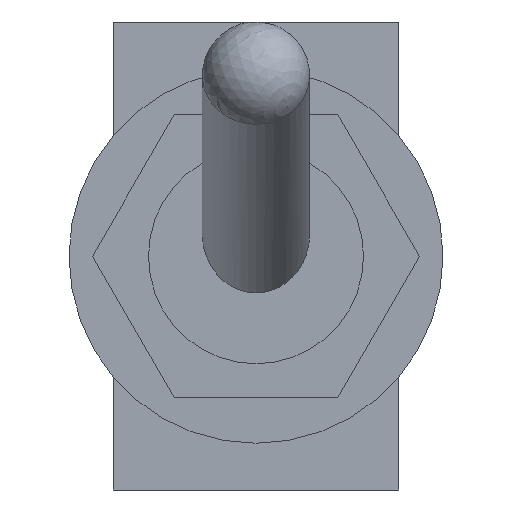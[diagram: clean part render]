
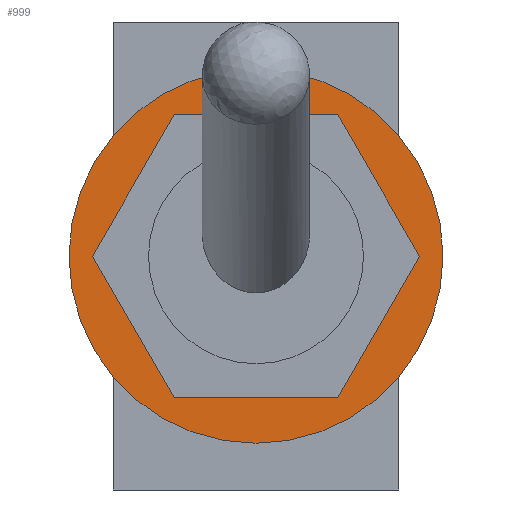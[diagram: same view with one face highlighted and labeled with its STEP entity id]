
A CAD part, left-side view. The second image highlights one B-rep face of the part: STEP entity #999.
In plain terms, the highlighted planar face has unit normal (-1, 0, 0).
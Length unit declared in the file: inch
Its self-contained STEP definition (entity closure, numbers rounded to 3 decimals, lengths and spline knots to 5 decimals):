
#105=LINE('',#1586,#213);
#106=LINE('',#1588,#214);
#107=LINE('',#1590,#215);
#108=LINE('',#1592,#216);
#109=LINE('',#1594,#217);
#110=LINE('',#1595,#218);
#213=VECTOR('',#1315,0.17494);
#214=VECTOR('',#1316,0.17494);
#215=VECTOR('',#1317,0.17494);
#216=VECTOR('',#1318,0.17494);
#217=VECTOR('',#1319,0.17494);
#218=VECTOR('',#1320,0.17494);
#272=FACE_BOUND('',#423,.T.);
#292=CIRCLE('',#1076,0.2);
#351=FACE_OUTER_BOUND('',#422,.T.);
#422=EDGE_LOOP('',(#867));
#423=EDGE_LOOP('',(#868,#869,#870,#871,#872,#873));
#509=VERTEX_POINT('',#1579);
#511=VERTEX_POINT('',#1584);
#512=VERTEX_POINT('',#1585);
#513=VERTEX_POINT('',#1587);
#514=VERTEX_POINT('',#1589);
#515=VERTEX_POINT('',#1591);
#516=VERTEX_POINT('',#1593);
#631=EDGE_CURVE('',#509,#509,#292,.T.);
#633=EDGE_CURVE('',#511,#512,#105,.T.);
#634=EDGE_CURVE('',#513,#511,#106,.T.);
#635=EDGE_CURVE('',#514,#513,#107,.T.);
#636=EDGE_CURVE('',#515,#514,#108,.T.);
#637=EDGE_CURVE('',#516,#515,#109,.T.);
#638=EDGE_CURVE('',#512,#516,#110,.T.);
#867=ORIENTED_EDGE('',*,*,#631,.F.);
#868=ORIENTED_EDGE('',*,*,#633,.F.);
#869=ORIENTED_EDGE('',*,*,#634,.F.);
#870=ORIENTED_EDGE('',*,*,#635,.F.);
#871=ORIENTED_EDGE('',*,*,#636,.F.);
#872=ORIENTED_EDGE('',*,*,#637,.F.);
#873=ORIENTED_EDGE('',*,*,#638,.F.);
#943=PLANE('',#1078);
#999=ADVANCED_FACE('',(#351,#272),#943,.F.);
#1076=AXIS2_PLACEMENT_3D('',#1580,#1309,#1310);
#1078=AXIS2_PLACEMENT_3D('',#1583,#1313,#1314);
#1309=DIRECTION('center_axis',(1.,0.,0.));
#1310=DIRECTION('ref_axis',(0.,0.,-1.));
#1313=DIRECTION('center_axis',(1.,0.,0.));
#1314=DIRECTION('ref_axis',(0.,0.,-1.));
#1315=DIRECTION('',(0.,0.5,-0.866));
#1316=DIRECTION('',(0.,1.,0.));
#1317=DIRECTION('',(0.,0.5,0.866));
#1318=DIRECTION('',(0.,-0.5,0.866));
#1319=DIRECTION('',(0.,-1.,0.));
#1320=DIRECTION('',(0.,-0.5,-0.866));
#1579=CARTESIAN_POINT('',(-0.13,0.,-0.2));
#1580=CARTESIAN_POINT('Origin',(-0.13,0.,0.));
#1583=CARTESIAN_POINT('Origin',(-0.13,0.,0.));
#1584=CARTESIAN_POINT('',(-0.13,0.08747,0.1515));
#1585=CARTESIAN_POINT('',(-0.13,0.17494,0.));
#1586=CARTESIAN_POINT('',(-0.13,0.08747,0.1515));
#1587=CARTESIAN_POINT('',(-0.13,-0.08747,0.1515));
#1588=CARTESIAN_POINT('',(-0.13,-0.08747,0.1515));
#1589=CARTESIAN_POINT('',(-0.13,-0.17494,0.));
#1590=CARTESIAN_POINT('',(-0.13,-0.17494,0.));
#1591=CARTESIAN_POINT('',(-0.13,-0.08747,-0.1515));
#1592=CARTESIAN_POINT('',(-0.13,-0.08747,-0.1515));
#1593=CARTESIAN_POINT('',(-0.13,0.08747,-0.1515));
#1594=CARTESIAN_POINT('',(-0.13,0.08747,-0.1515));
#1595=CARTESIAN_POINT('',(-0.13,0.17494,0.));
